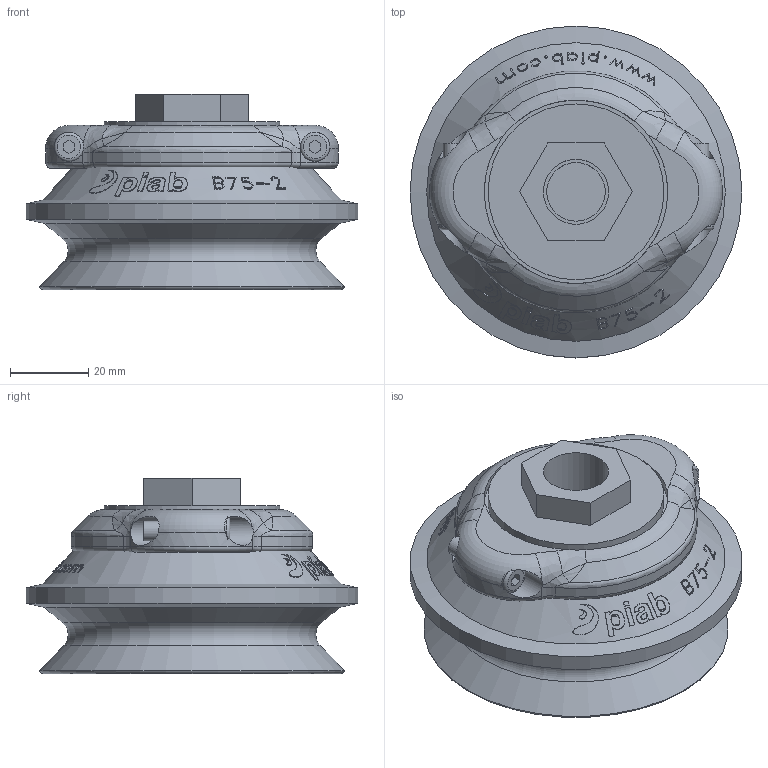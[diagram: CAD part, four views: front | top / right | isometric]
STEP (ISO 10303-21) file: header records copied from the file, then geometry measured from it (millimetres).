
FILE_DESCRIPTION(/* description */ ('Unknown'),/* implementation_level */ '2;1');
FILE_NAME(/* name */ 'S_A011_B093',/* time_stamp */ '2018-11-01T10:53:18+01:00',/* author */ ('Unknown'),/* organization */ ('Unknown'),/* preprocessor_version */ 'ST-DEVELOPER v16.7',/* originating_system */ 'DEX',/* authorisation */ $);
FILE_SCHEMA (('AUTOMOTIVE_DESIGN {1 0 10303 214 3 1 1}'));
Length unit declared in the file: millimetre
Products named in the file (5): S_A011_B093; A011_B75-2; B093_Fitting 75, G3-8 female
Assembly tree (4 placements, depth 3):
  S_A011_B093
    A011_B75-2
      A011_B75-2
    B093_Fitting 75, G3-8 female
      B093_Fitting 75, G3-8 female
Bounding box: 85 x 85 x 50 mm (x, y, z)
Volume: 163880.9 mm3; surface area: 32442.7 mm2
Topology: 2 solids, 2 shells, 625 faces, 1685 edges, 1113 vertices
Faces by surface type: plane 397, bspline 137, cone 41, cylinder 29, torus 21
Full cylindrical faces by diameter (mm): 5 x2, 7.5 x2, 15 x1, 16.66 x1, 20 x1, 22 x1, 25 x1, 43 x1, 45 x1, 47 x1, 50 x2, 55 x2, 85 x1
Entity records: 22782 total; most frequent: CARTESIAN_POINT 8451, ORIENTED_EDGE 3292, DIRECTION 2031, EDGE_CURVE 1646, VERTEX_POINT 1103, B_SPLINE_CURVE_WITH_KNOTS 916, AXIS2_PLACEMENT_3D 808, EDGE_LOOP 705
